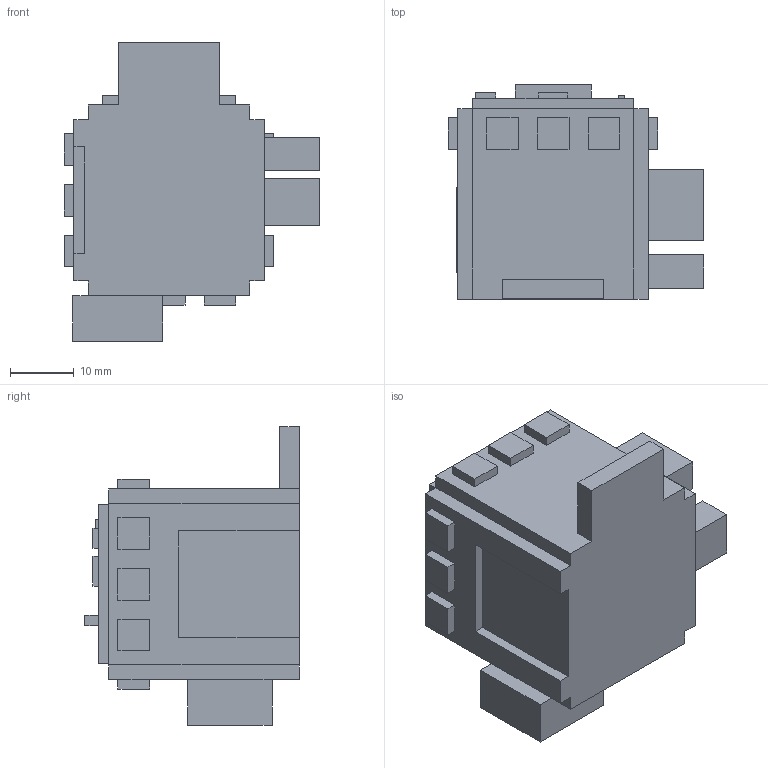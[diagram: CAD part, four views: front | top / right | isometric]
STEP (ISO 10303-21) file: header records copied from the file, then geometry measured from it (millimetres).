
FILE_DESCRIPTION (( 'STEP AP203' ), '1' );
FILE_NAME ('Brick.STEP', '2019-01-28T20:54:59', ( 'pat' ), ( '' ), 'SwSTEP 2.0', 'SolidWorks 2014', '' );
FILE_SCHEMA (( 'CONFIG_CONTROL_DESIGN' ));
Length unit declared in the file: millimetre
Products named in the file (1): Brick
Bounding box: 40.2 x 33.8 x 47 mm (x, y, z)
Volume: 30051.6 mm3; surface area: 7377.8 mm2
Topology: 1 solids, 1 shells, 123 faces, 304 edges, 202 vertices
Faces by surface type: plane 123
Entity records: 3639 total; most frequent: CARTESIAN_POINT 630, ORIENTED_EDGE 608, DIRECTION 552, EDGE_CURVE 304, VECTOR 304, LINE 304, VERTEX_POINT 202, EDGE_LOOP 142
